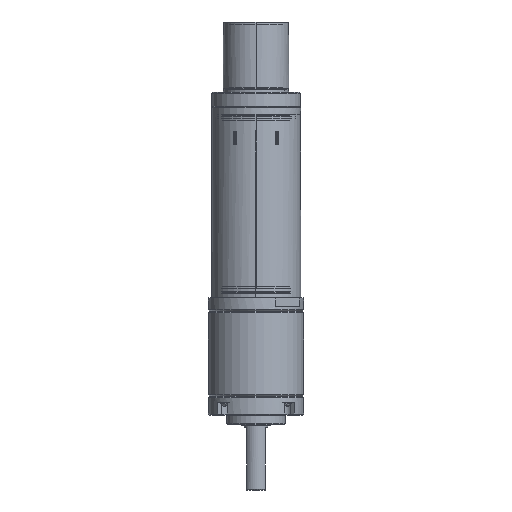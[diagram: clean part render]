
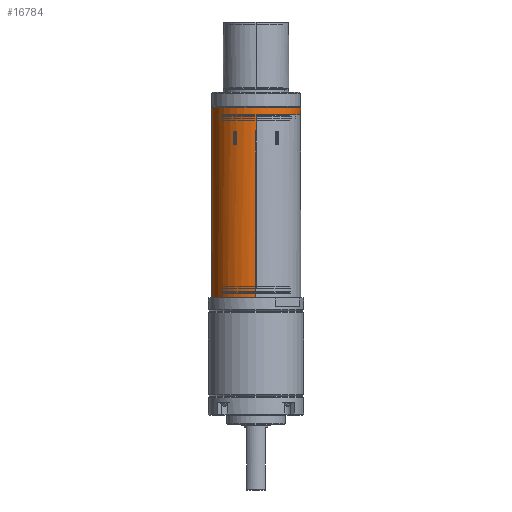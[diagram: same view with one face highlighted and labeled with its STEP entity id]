
A CAD part, left-side view. The second image highlights one B-rep face of the part: STEP entity #16784.
In plain terms, the highlighted cylindrical face has radius 15 mm (diameter 30 mm), a partial arc.
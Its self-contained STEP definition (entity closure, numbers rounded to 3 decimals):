
#74=CARTESIAN_POINT('',(0.,0.,-1.4));
#75=DIRECTION('',(0.,0.,1.));
#76=DIRECTION('',(1.,0.,0.));
#77=AXIS2_PLACEMENT_3D('',#74,#75,#76);
#79=DIRECTION('',(0.,0.,1.));
#80=VECTOR('',#79,61.4);
#81=CARTESIAN_POINT('',(15.,0.,-1.4));
#82=LINE('',#81,#80);
#83=DIRECTION('',(0.,0.,1.));
#84=VECTOR('',#83,2.6);
#85=CARTESIAN_POINT('',(13.566,6.4,60.));
#86=LINE('',#85,#84);
#87=CARTESIAN_POINT('',(0.,0.,62.6));
#88=DIRECTION('',(0.,0.,1.));
#89=DIRECTION('',(0.904,0.427,0.));
#90=AXIS2_PLACEMENT_3D('',#87,#88,#89);
#92=DIRECTION('',(0.,0.,1.));
#93=VECTOR('',#92,2.6);
#94=CARTESIAN_POINT('',(13.37,-6.8,60.));
#95=LINE('',#94,#93);
#96=DIRECTION('',(0.,0.,-1.));
#97=VECTOR('',#96,61.4);
#98=CARTESIAN_POINT('',(-15.,0.,60.));
#99=LINE('',#98,#97);
#100=CARTESIAN_POINT('',(0.,0.,-1.4));
#101=DIRECTION('',(0.,0.,1.));
#102=DIRECTION('',(0.707,0.707,0.));
#103=AXIS2_PLACEMENT_3D('',#100,#101,#102);
#110=CARTESIAN_POINT('',(0.,0.,60.));
#111=DIRECTION('',(0.,0.,1.));
#112=DIRECTION('',(-1.,0.,0.));
#113=AXIS2_PLACEMENT_3D('',#110,#111,#112);
#181=CARTESIAN_POINT('',(0.,0.,60.));
#182=DIRECTION('',(0.,0.,1.));
#183=DIRECTION('',(1.,0.,0.));
#184=AXIS2_PLACEMENT_3D('',#181,#182,#183);
#14604=CARTESIAN_POINT('',(13.566,6.4,62.6));
#14605=CARTESIAN_POINT('',(13.37,-6.8,62.6));
#14606=VERTEX_POINT('',#14604);
#14607=VERTEX_POINT('',#14605);
#14608=CARTESIAN_POINT('',(-15.,0.,60.));
#14609=CARTESIAN_POINT('',(13.37,-6.8,60.));
#14610=VERTEX_POINT('',#14608);
#14611=VERTEX_POINT('',#14609);
#14614=CARTESIAN_POINT('',(13.566,6.4,60.));
#14616=VERTEX_POINT('',#14614);
#14632=CARTESIAN_POINT('',(15.,0.,60.));
#14633=VERTEX_POINT('',#14632);
#16367=CARTESIAN_POINT('',(15.,0.,-1.4));
#16368=CARTESIAN_POINT('',(10.607,10.607,-1.4));
#16369=VERTEX_POINT('',#16367);
#16370=VERTEX_POINT('',#16368);
#16371=CARTESIAN_POINT('',(-15.,0.,-1.4));
#16372=VERTEX_POINT('',#16371);
#16760=CARTESIAN_POINT('',(0.,0.,0.));
#16761=DIRECTION('',(0.,0.,1.));
#16762=DIRECTION('',(1.,0.,0.));
#16763=AXIS2_PLACEMENT_3D('',#16760,#16761,#16762);
#16764=CYLINDRICAL_SURFACE('',#16763,15.);
#16765=ORIENTED_EDGE('',*,*,#16747,.F.);
#16767=ORIENTED_EDGE('',*,*,#16766,.T.);
#16769=ORIENTED_EDGE('',*,*,#16768,.T.);
#16771=ORIENTED_EDGE('',*,*,#16770,.T.);
#16773=ORIENTED_EDGE('',*,*,#16772,.T.);
#16775=ORIENTED_EDGE('',*,*,#16774,.F.);
#16777=ORIENTED_EDGE('',*,*,#16776,.F.);
#16779=ORIENTED_EDGE('',*,*,#16778,.T.);
#16781=ORIENTED_EDGE('',*,*,#16780,.F.);
#16782=EDGE_LOOP('',(#16765,#16767,#16769,#16771,#16773,#16775,#16777,#16779,
#16781));
#16783=FACE_OUTER_BOUND('',#16782,.F.);
#16784=ADVANCED_FACE('',(#16783),#16764,.T.);
#78=CIRCLE('',#77,15.);
#91=CIRCLE('',#90,15.);
#104=CIRCLE('',#103,15.);
#114=CIRCLE('',#113,15.);
#185=CIRCLE('',#184,15.);
#16747=EDGE_CURVE('',#16369,#16370,#78,.T.);
#16766=EDGE_CURVE('',#16369,#14633,#82,.T.);
#16768=EDGE_CURVE('',#14633,#14616,#185,.T.);
#16770=EDGE_CURVE('',#14616,#14606,#86,.T.);
#16772=EDGE_CURVE('',#14606,#14607,#91,.T.);
#16774=EDGE_CURVE('',#14611,#14607,#95,.T.);
#16776=EDGE_CURVE('',#14610,#14611,#114,.T.);
#16778=EDGE_CURVE('',#14610,#16372,#99,.T.);
#16780=EDGE_CURVE('',#16370,#16372,#104,.T.);
